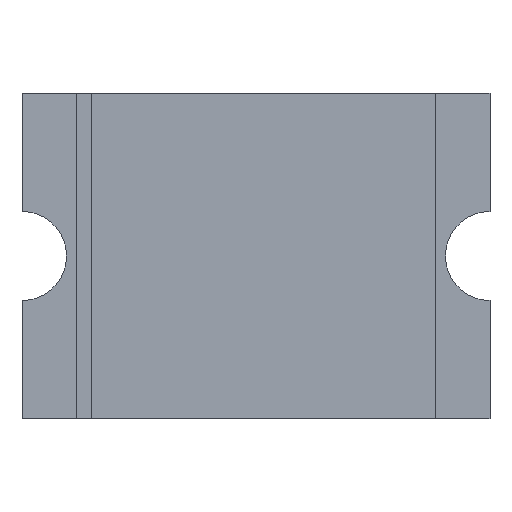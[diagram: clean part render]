
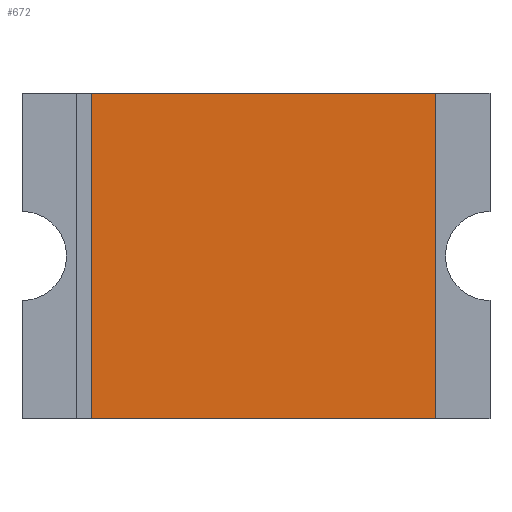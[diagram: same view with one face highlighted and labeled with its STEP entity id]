
A CAD part, front view. The second image highlights one B-rep face of the part: STEP entity #672.
In plain terms, the highlighted planar face has unit normal (0, -1, 0).
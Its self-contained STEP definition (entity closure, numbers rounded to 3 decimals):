
#14 = ORIENTED_EDGE ( 'NONE', *, *, #404, .T. ) ;
#20 = DIRECTION ( 'NONE',  ( 1., 0., 0. ) ) ;
#23 = EDGE_CURVE ( 'NONE', #574, #742, #694, .T. ) ;
#88 = VECTOR ( 'NONE', #754, 1000. ) ;
#92 = DIRECTION ( 'NONE',  ( 0., 0., 1. ) ) ;
#114 = PLANE ( 'NONE',  #499 ) ;
#116 = CARTESIAN_POINT ( 'NONE',  ( 2.828, -0.85, 2.56 ) ) ;
#136 = VECTOR ( 'NONE', #20, 1000. ) ;
#160 = ORIENTED_EDGE ( 'NONE', *, *, #23, .T. ) ;
#205 = CARTESIAN_POINT ( 'NONE',  ( -2.581, -0.85, -2.56 ) ) ;
#213 = CARTESIAN_POINT ( 'NONE',  ( -2.581, -0.85, -2.56 ) ) ;
#216 = LINE ( 'NONE', #365, #492 ) ;
#233 = CARTESIAN_POINT ( 'NONE',  ( -2.581, -0.85, -2.56 ) ) ;
#259 = DIRECTION ( 'NONE',  ( 0., 0., 1. ) ) ;
#288 = EDGE_CURVE ( 'NONE', #509, #574, #216, .T. ) ;
#293 = ORIENTED_EDGE ( 'NONE', *, *, #288, .T. ) ;
#365 = CARTESIAN_POINT ( 'NONE',  ( 2.828, -0.85, -2.56 ) ) ;
#397 = CARTESIAN_POINT ( 'NONE',  ( -2.581, -0.85, 2.56 ) ) ;
#404 = EDGE_CURVE ( 'NONE', #711, #509, #809, .T. ) ;
#431 = FACE_OUTER_BOUND ( 'NONE', #807, .T. ) ;
#442 = VECTOR ( 'NONE', #703, 1000. ) ;
#457 = ORIENTED_EDGE ( 'NONE', *, *, #816, .T. ) ;
#491 = CARTESIAN_POINT ( 'NONE',  ( 2.828, -0.85, -2.56 ) ) ;
#492 = VECTOR ( 'NONE', #92, 1000. ) ;
#499 = AXIS2_PLACEMENT_3D ( 'NONE', #748, #511, #259 ) ;
#509 = VERTEX_POINT ( 'NONE', #491 ) ;
#511 = DIRECTION ( 'NONE',  ( 0., 1., 0. ) ) ;
#574 = VERTEX_POINT ( 'NONE', #116 ) ;
#580 = CARTESIAN_POINT ( 'NONE',  ( -2.581, -0.85, 2.56 ) ) ;
#651 = LINE ( 'NONE', #213, #442 ) ;
#672 = ADVANCED_FACE ( 'NONE', ( #431 ), #114, .F. ) ;
#694 = LINE ( 'NONE', #397, #88 ) ;
#703 = DIRECTION ( 'NONE',  ( 0., 0., -1. ) ) ;
#711 = VERTEX_POINT ( 'NONE', #205 ) ;
#742 = VERTEX_POINT ( 'NONE', #580 ) ;
#748 = CARTESIAN_POINT ( 'NONE',  ( -3.678, -0.85, 0. ) ) ;
#754 = DIRECTION ( 'NONE',  ( -1., 0., 0. ) ) ;
#807 = EDGE_LOOP ( 'NONE', ( #457, #14, #293, #160 ) ) ;
#809 = LINE ( 'NONE', #233, #136 ) ;
#816 = EDGE_CURVE ( 'NONE', #742, #711, #651, .T. ) ;
